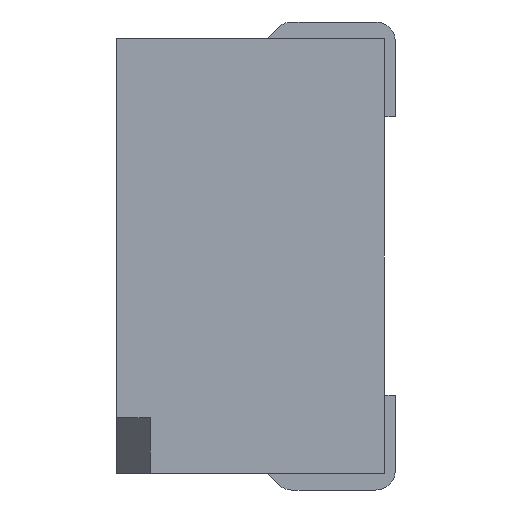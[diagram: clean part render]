
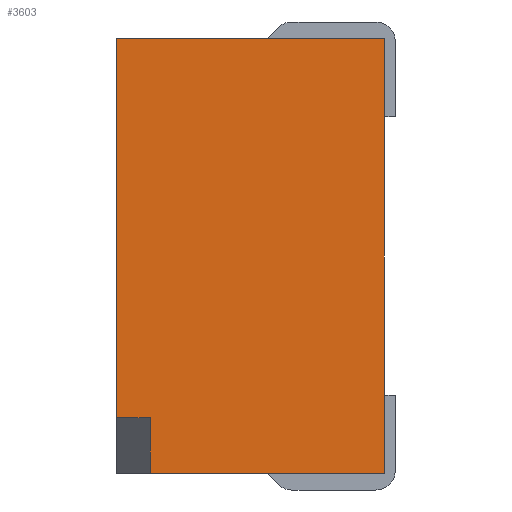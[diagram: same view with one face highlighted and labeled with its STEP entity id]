
A CAD part, left-side view. The second image highlights one B-rep face of the part: STEP entity #3603.
In plain terms, the highlighted planar face has unit normal (-1, 0, 0).
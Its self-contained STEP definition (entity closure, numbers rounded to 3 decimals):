
#98 = CARTESIAN_POINT ( 'NONE',  ( -2.7, 2.2, -1.45 ) ) ;
#175 = CARTESIAN_POINT ( 'NONE',  ( -2.7, 2.5, -1.95 ) ) ;
#221 = DIRECTION ( 'NONE',  ( 0., 0., -1. ) ) ;
#344 = ORIENTED_EDGE ( 'NONE', *, *, #1849, .F. ) ;
#510 = PLANE ( 'NONE',  #853 ) ;
#566 = LINE ( 'NONE', #3608, #1250 ) ;
#595 = DIRECTION ( 'NONE',  ( 1., 0., 0. ) ) ;
#725 = EDGE_CURVE ( 'NONE', #3113, #2045, #3398, .T. ) ;
#771 = FACE_OUTER_BOUND ( 'NONE', #3647, .T. ) ;
#816 = DIRECTION ( 'NONE',  ( 0., -1., 0. ) ) ;
#853 = AXIS2_PLACEMENT_3D ( 'NONE', #2517, #595, #221 ) ;
#979 = EDGE_CURVE ( 'NONE', #3113, #1527, #566, .T. ) ;
#1030 = EDGE_CURVE ( 'NONE', #2045, #2888, #3607, .T. ) ;
#1085 = LINE ( 'NONE', #2073, #2113 ) ;
#1155 = ORIENTED_EDGE ( 'NONE', *, *, #3732, .F. ) ;
#1250 = VECTOR ( 'NONE', #2967, 1000. ) ;
#1369 = ORIENTED_EDGE ( 'NONE', *, *, #725, .T. ) ;
#1433 = DIRECTION ( 'NONE',  ( 0., 0., 1. ) ) ;
#1456 = VECTOR ( 'NONE', #3008, 1000. ) ;
#1484 = VERTEX_POINT ( 'NONE', #3047 ) ;
#1513 = VECTOR ( 'NONE', #4013, 1000. ) ;
#1527 = VERTEX_POINT ( 'NONE', #2069 ) ;
#1591 = ORIENTED_EDGE ( 'NONE', *, *, #1030, .T. ) ;
#1846 = CARTESIAN_POINT ( 'NONE',  ( -2.7, 2.5, 1.95 ) ) ;
#1849 = EDGE_CURVE ( 'NONE', #2469, #2888, #2942, .T. ) ;
#2015 = CARTESIAN_POINT ( 'NONE',  ( -2.7, 0.1, 1.95 ) ) ;
#2023 = EDGE_CURVE ( 'NONE', #1527, #1484, #2496, .T. ) ;
#2045 = VERTEX_POINT ( 'NONE', #3395 ) ;
#2069 = CARTESIAN_POINT ( 'NONE',  ( -2.7, 2.2, -1.45 ) ) ;
#2073 = CARTESIAN_POINT ( 'NONE',  ( -2.7, 2.5, 1.95 ) ) ;
#2113 = VECTOR ( 'NONE', #1433, 1000. ) ;
#2202 = CARTESIAN_POINT ( 'NONE',  ( -2.7, 2.2, -1.95 ) ) ;
#2354 = ORIENTED_EDGE ( 'NONE', *, *, #979, .F. ) ;
#2469 = VERTEX_POINT ( 'NONE', #1846 ) ;
#2493 = CARTESIAN_POINT ( 'NONE',  ( -2.7, 0.1, 1.95 ) ) ;
#2496 = LINE ( 'NONE', #98, #1513 ) ;
#2517 = CARTESIAN_POINT ( 'NONE',  ( -2.7, 2.5, 1.95 ) ) ;
#2620 = CARTESIAN_POINT ( 'NONE',  ( -2.7, 2.5, 1.95 ) ) ;
#2741 = VECTOR ( 'NONE', #3967, 1000. ) ;
#2808 = ORIENTED_EDGE ( 'NONE', *, *, #2023, .F. ) ;
#2888 = VERTEX_POINT ( 'NONE', #2493 ) ;
#2942 = LINE ( 'NONE', #2620, #2741 ) ;
#2967 = DIRECTION ( 'NONE',  ( 0., 0., 1. ) ) ;
#3008 = DIRECTION ( 'NONE',  ( 0., 0., 1. ) ) ;
#3047 = CARTESIAN_POINT ( 'NONE',  ( -2.7, 2.5, -1.45 ) ) ;
#3113 = VERTEX_POINT ( 'NONE', #2202 ) ;
#3395 = CARTESIAN_POINT ( 'NONE',  ( -2.7, 0.1, -1.95 ) ) ;
#3398 = LINE ( 'NONE', #175, #3617 ) ;
#3603 = ADVANCED_FACE ( 'NONE', ( #771 ), #510, .F. ) ;
#3607 = LINE ( 'NONE', #2015, #1456 ) ;
#3608 = CARTESIAN_POINT ( 'NONE',  ( -2.7, 2.2, -1.95 ) ) ;
#3617 = VECTOR ( 'NONE', #816, 1000. ) ;
#3647 = EDGE_LOOP ( 'NONE', ( #1155, #2808, #2354, #1369, #1591, #344 ) ) ;
#3732 = EDGE_CURVE ( 'NONE', #1484, #2469, #1085, .T. ) ;
#3967 = DIRECTION ( 'NONE',  ( 0., -1., 0. ) ) ;
#4013 = DIRECTION ( 'NONE',  ( 0., 1., 0. ) ) ;
